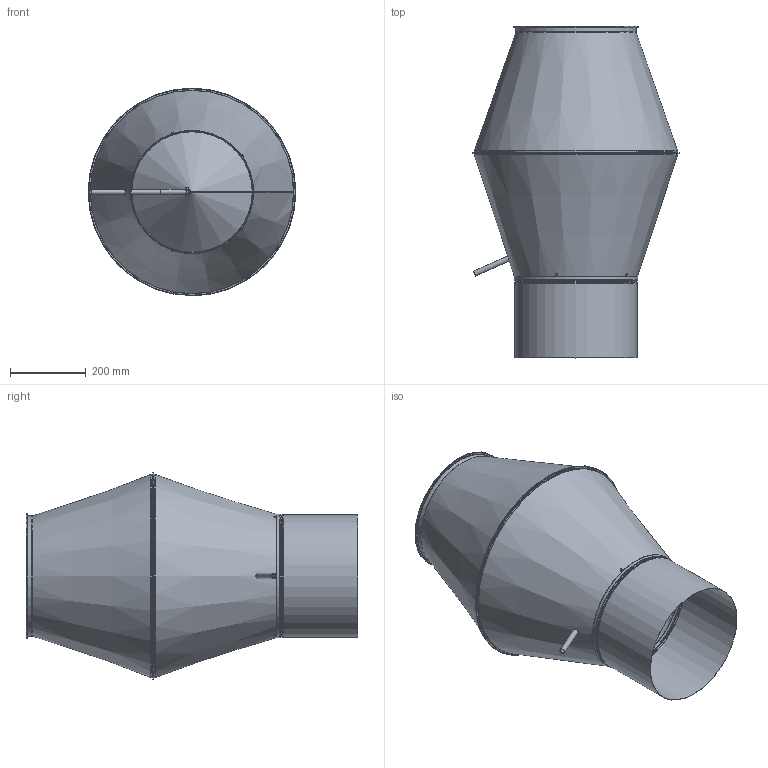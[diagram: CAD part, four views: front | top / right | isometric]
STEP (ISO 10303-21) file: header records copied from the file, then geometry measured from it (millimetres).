
FILE_DESCRIPTION(/* description */ ('Underdel HJHR'),/* implementation_level */ '2;1');
FILE_NAME(/* name */ 'HJHR-06.stp',/* time_stamp */ '2016-05-23T17:26:40+02:00',/* author */ ('CAD'),/* organization */ (''),/* preprocessor_version */ 'ST-DEVELOPER v15.6',/* originating_system */ 'Autodesk Inventor 2015',/* authorisation */ '');
FILE_SCHEMA (('AUTOMOTIVE_DESIGN { 1 0 10303 214 3 1 1 }'));
Length unit declared in the file: millimetre
Products named in the file (10): HJH-AA-15; HJH-AB-12; HJH-AC-06; HJH-AD-06; HML-315; Slang-HJH-315; Slangklämma; BlindnitmutterM6; HNGN-315; HJHR-06
Bounding box: 548.35 x 876 x 548.35 mm (x, y, z)
Volume: 1109341.2 mm3; surface area: 3065335 mm2
Topology: 16 solids, 16 shells, 264 faces, 569 edges, 319 vertices
Faces by surface type: plane 125, cylinder 59, cone 44, torus 30, bspline 6
Full cylindrical faces by diameter (mm): 10 x3, 14 x2, 315.5 x1, 316.5 x1, 316.9 x1, 318.163 x1, 319.563 x1, 322.163 x2, 323.563 x2, 324.1 x1, 325.5 x1, 326.05 x1, 535 x2, 536.4 x2, 537 x1, 545 x1
Entity records: 7269 total; most frequent: CARTESIAN_POINT 1796, DIRECTION 1158, ORIENTED_EDGE 976, EDGE_CURVE 488, AXIS2_PLACEMENT_3D 461, VERTEX_POINT 278, EDGE_LOOP 244, LINE 236
